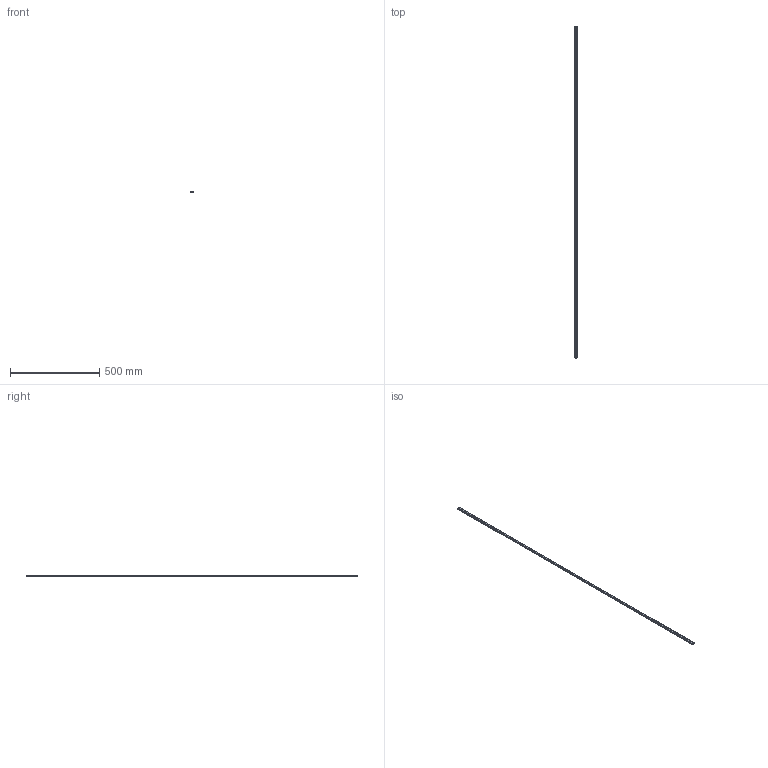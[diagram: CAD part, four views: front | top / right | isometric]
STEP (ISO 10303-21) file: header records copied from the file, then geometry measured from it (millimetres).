
FILE_DESCRIPTION(('STEP AP214'),'1');
FILE_NAME('cctmp_267136D8-C778-455F-94B2-EDA1C489BA65_2021_02_18_16_03_17_0184..stp','2021-02-18T15:03:17',('HIWIN GmbH'),('CADClick - www.CADClick.com'),'Spatial InterOp 3D',' ','unknown authorization');
FILE_SCHEMA(('AUTOMOTIVE_DESIGN'));
Length unit declared in the file: millimetre
Products named in the file (1): MGNR12R1860CM_FILE
Bounding box: 12 x 1860 x 8 mm (x, y, z)
Volume: 159214.8 mm3; surface area: 92558.4 mm2
Topology: 1 solids, 1 shells, 770 faces, 1617 edges, 1078 vertices
Faces by surface type: cylinder 466, plane 304
Entity records: 27217 total; most frequent: DIRECTION 4091, CARTESIAN_POINT 3466, ORIENTED_EDGE 3234, AXIS2_PLACEMENT_3D 1703, EDGE_CURVE 1617, VERTEX_POINT 1078, EDGE_LOOP 999, CIRCLE 932
